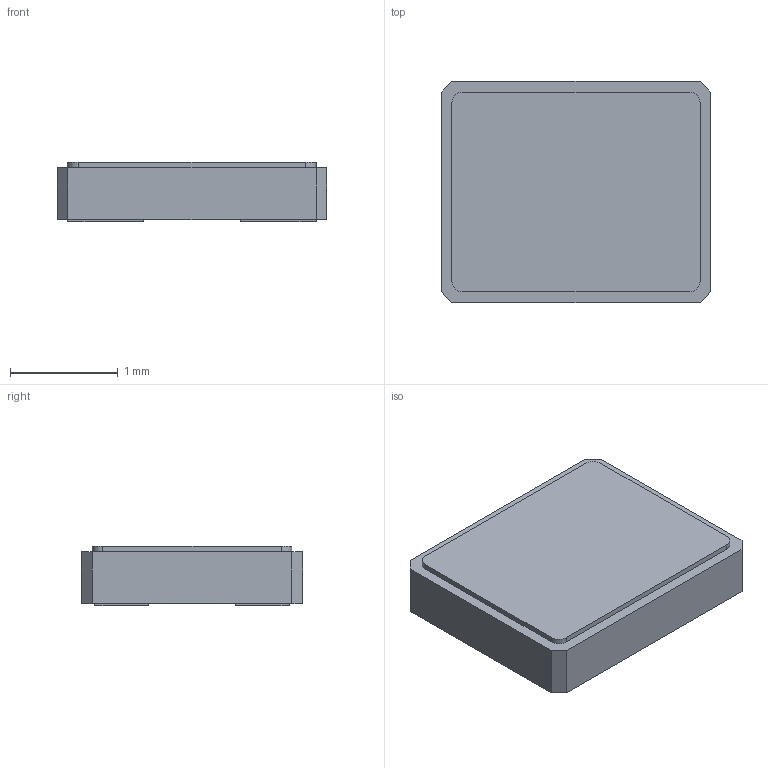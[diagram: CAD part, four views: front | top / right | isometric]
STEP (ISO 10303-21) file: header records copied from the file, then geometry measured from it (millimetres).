
FILE_DESCRIPTION(('FreeCAD Model'),'2;1');
FILE_NAME('Open CASCADE Shape Model','2022-12-19T17:47:15',(''),(''), 'Open CASCADE STEP processor 7.6','FreeCAD','Unknown');
FILE_SCHEMA(('AUTOMOTIVE_DESIGN { 1 0 10303 214 1 1 1 1 }'));
Length unit declared in the file: millimetre
Products named in the file (7): ____________________1; Chamfer; Fillet; Pad3; Pad2; Pad1; Pad4
Assembly tree (6 placements, depth 2):
  ____________________1
    Chamfer
    Fillet
    Pad3
    Pad2
    Pad1
    Pad4
Bounding box: 2.5 x 2.05 x 0.55 mm (x, y, z)
Volume: 2.7 mm3; surface area: 26.4 mm2
Topology: 6 solids, 6 shells, 44 faces, 96 edges, 64 vertices
Faces by surface type: plane 40, cylinder 4
Entity records: 2621 total; most frequent: CARTESIAN_POINT 427, DIRECTION 394, LINE 272, VECTOR 272, ORIENTED_EDGE 192, PCURVE 192, DEFINITIONAL_REPRESENTATION 192, EDGE_CURVE 96
